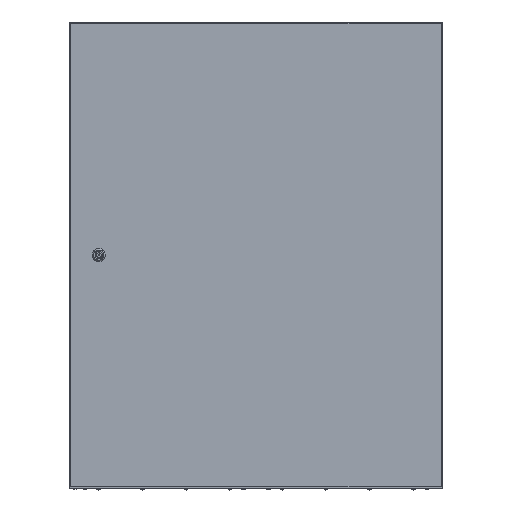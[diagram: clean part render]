
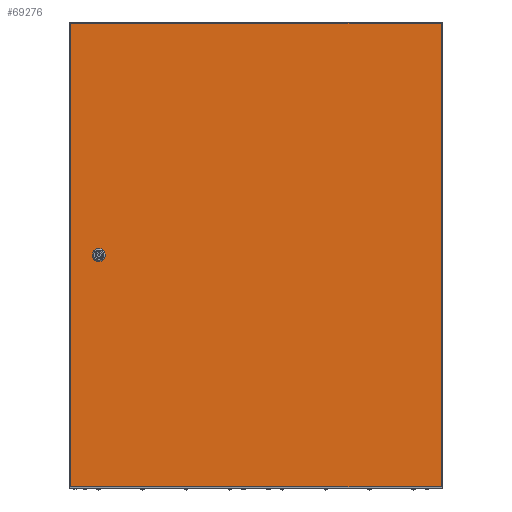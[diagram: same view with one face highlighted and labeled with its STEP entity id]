
A CAD part, top view. The second image highlights one B-rep face of the part: STEP entity #69276.
In plain terms, the highlighted planar face has unit normal (0, 0, 1).
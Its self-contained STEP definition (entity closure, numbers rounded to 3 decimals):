
#2032 = EDGE_CURVE ( 'NONE', #79773, #63406, #83519, .T. ) ;
#2057 = DIRECTION ( 'NONE',  ( 0., 0., 1. ) ) ;
#2945 = AXIS2_PLACEMENT_3D ( 'NONE', #36913, #84088, #50534 ) ;
#3517 = CARTESIAN_POINT ( 'NONE',  ( 52.82, 494.944, 17. ) ) ;
#3585 = CARTESIAN_POINT ( 'NONE',  ( 62.87, 500., 17. ) ) ;
#3646 = CARTESIAN_POINT ( 'NONE',  ( 62.87, 500., 17. ) ) ;
#3804 = AXIS2_PLACEMENT_3D ( 'NONE', #3646, #30575, #17700 ) ;
#4482 = VERTEX_POINT ( 'NONE', #75465 ) ;
#4596 = VERTEX_POINT ( 'NONE', #3517 ) ;
#5255 = CARTESIAN_POINT ( 'NONE',  ( 67.926, 510.05, 17. ) ) ;
#6616 = CARTESIAN_POINT ( 'NONE',  ( 52.82, 494.944, 17. ) ) ;
#6870 = ORIENTED_EDGE ( 'NONE', *, *, #46209, .T. ) ;
#7380 = CARTESIAN_POINT ( 'NONE',  ( 57.814, 510.05, 17. ) ) ;
#7633 = CARTESIAN_POINT ( 'NONE',  ( 2.87, 997., 17. ) ) ;
#7817 = DIRECTION ( 'NONE',  ( 1., 0., 0. ) ) ;
#9154 = CARTESIAN_POINT ( 'NONE',  ( 72.92, 505.056, 17. ) ) ;
#10927 = EDGE_LOOP ( 'NONE', ( #66664, #6870, #17698, #85793 ) ) ;
#11105 = EDGE_CURVE ( 'NONE', #79031, #4482, #26284, .T. ) ;
#12241 = CARTESIAN_POINT ( 'NONE',  ( 62.87, 500., 17. ) ) ;
#12580 = DIRECTION ( 'NONE',  ( 0., 0., 1. ) ) ;
#13201 = CARTESIAN_POINT ( 'NONE',  ( 57.814, 489.95, 17. ) ) ;
#13885 = DIRECTION ( 'NONE',  ( 1., 0., 0. ) ) ;
#17698 = ORIENTED_EDGE ( 'NONE', *, *, #73610, .T. ) ;
#17700 = DIRECTION ( 'NONE',  ( 1., 0., 0. ) ) ;
#18325 = ORIENTED_EDGE ( 'NONE', *, *, #21925, .F. ) ;
#18910 = LINE ( 'NONE', #5255, #47288 ) ;
#19176 = PLANE ( 'NONE',  #86403 ) ;
#20276 = VECTOR ( 'NONE', #21689, 1000. ) ;
#20279 = LINE ( 'NONE', #86968, #71031 ) ;
#20518 = VECTOR ( 'NONE', #34749, 1000. ) ;
#20794 = EDGE_CURVE ( 'NONE', #86632, #61020, #27343, .T. ) ;
#21689 = DIRECTION ( 'NONE',  ( 0., -1., 0. ) ) ;
#21702 = AXIS2_PLACEMENT_3D ( 'NONE', #12241, #2057, #7817 ) ;
#21925 = EDGE_CURVE ( 'NONE', #4482, #4596, #53371, .T. ) ;
#26284 = CIRCLE ( 'NONE', #3804, 11.25 ) ;
#27180 = ORIENTED_EDGE ( 'NONE', *, *, #20794, .F. ) ;
#27343 = CIRCLE ( 'NONE', #21702, 11.25 ) ;
#27578 = AXIS2_PLACEMENT_3D ( 'NONE', #3585, #31378, #44218 ) ;
#30575 = DIRECTION ( 'NONE',  ( 0., 0., 1. ) ) ;
#30724 = DIRECTION ( 'NONE',  ( -1., 0., 0. ) ) ;
#31378 = DIRECTION ( 'NONE',  ( 0., 0., 1. ) ) ;
#33979 = DIRECTION ( 'NONE',  ( 0., -1., 0. ) ) ;
#34749 = DIRECTION ( 'NONE',  ( 0., 1., 0. ) ) ;
#35186 = CARTESIAN_POINT ( 'NONE',  ( 72.92, 494.944, 17. ) ) ;
#35469 = DIRECTION ( 'NONE',  ( 1., 0., 0. ) ) ;
#36913 = CARTESIAN_POINT ( 'NONE',  ( 62.87, 500., 17. ) ) ;
#37141 = CARTESIAN_POINT ( 'NONE',  ( 2.87, 997., 17. ) ) ;
#39111 = FACE_BOUND ( 'NONE', #52987, .T. ) ;
#40476 = EDGE_CURVE ( 'NONE', #63406, #46864, #41048, .T. ) ;
#41048 = CIRCLE ( 'NONE', #2945, 11.25 ) ;
#41234 = VERTEX_POINT ( 'NONE', #37141 ) ;
#41731 = VECTOR ( 'NONE', #33979, 1000. ) ;
#44088 = VECTOR ( 'NONE', #35469, 1000. ) ;
#44218 = DIRECTION ( 'NONE',  ( 1., 0., 0. ) ) ;
#44891 = ORIENTED_EDGE ( 'NONE', *, *, #52864, .F. ) ;
#45370 = CARTESIAN_POINT ( 'NONE',  ( 796.87, 997., 17. ) ) ;
#46161 = CARTESIAN_POINT ( 'NONE',  ( 0., 0., 17. ) ) ;
#46209 = EDGE_CURVE ( 'NONE', #52065, #56374, #20279, .T. ) ;
#46864 = VERTEX_POINT ( 'NONE', #82983 ) ;
#47273 = DIRECTION ( 'NONE',  ( 1., 0., 0. ) ) ;
#47288 = VECTOR ( 'NONE', #64375, 1000. ) ;
#47778 = LINE ( 'NONE', #7633, #20276 ) ;
#48384 = VERTEX_POINT ( 'NONE', #45370 ) ;
#49927 = CARTESIAN_POINT ( 'NONE',  ( 67.926, 489.95, 17. ) ) ;
#50534 = DIRECTION ( 'NONE',  ( 1., 0., 0. ) ) ;
#52065 = VERTEX_POINT ( 'NONE', #78936 ) ;
#52733 = LINE ( 'NONE', #65974, #85639 ) ;
#52864 = EDGE_CURVE ( 'NONE', #61020, #79031, #18910, .T. ) ;
#52987 = EDGE_LOOP ( 'NONE', ( #27180, #71907, #56700, #56337, #85019, #18325, #53350, #44891 ) ) ;
#53350 = ORIENTED_EDGE ( 'NONE', *, *, #11105, .F. ) ;
#53371 = LINE ( 'NONE', #6616, #41731 ) ;
#56337 = ORIENTED_EDGE ( 'NONE', *, *, #2032, .F. ) ;
#56374 = VERTEX_POINT ( 'NONE', #60443 ) ;
#56700 = ORIENTED_EDGE ( 'NONE', *, *, #40476, .F. ) ;
#60443 = CARTESIAN_POINT ( 'NONE',  ( 796.87, 3., 17. ) ) ;
#60667 = CARTESIAN_POINT ( 'NONE',  ( 67.926, 489.95, 17. ) ) ;
#61020 = VERTEX_POINT ( 'NONE', #85547 ) ;
#62033 = CARTESIAN_POINT ( 'NONE',  ( 2.87, 997., 17. ) ) ;
#63406 = VERTEX_POINT ( 'NONE', #49927 ) ;
#63577 = EDGE_CURVE ( 'NONE', #4596, #79773, #64206, .T. ) ;
#64206 = CIRCLE ( 'NONE', #27578, 11.25 ) ;
#64375 = DIRECTION ( 'NONE',  ( -1., 0., 0. ) ) ;
#65974 = CARTESIAN_POINT ( 'NONE',  ( 796.87, 997., 17. ) ) ;
#66664 = ORIENTED_EDGE ( 'NONE', *, *, #69775, .T. ) ;
#69276 = ADVANCED_FACE ( 'NONE', ( #39111, #79653 ), #19176, .T. ) ;
#69775 = EDGE_CURVE ( 'NONE', #41234, #52065, #47778, .T. ) ;
#71031 = VECTOR ( 'NONE', #47273, 1000. ) ;
#71907 = ORIENTED_EDGE ( 'NONE', *, *, #72547, .F. ) ;
#72547 = EDGE_CURVE ( 'NONE', #46864, #86632, #84856, .T. ) ;
#73469 = EDGE_CURVE ( 'NONE', #48384, #41234, #81959, .T. ) ;
#73610 = EDGE_CURVE ( 'NONE', #56374, #48384, #52733, .T. ) ;
#75465 = CARTESIAN_POINT ( 'NONE',  ( 52.82, 505.056, 17. ) ) ;
#78936 = CARTESIAN_POINT ( 'NONE',  ( 2.87, 3., 17. ) ) ;
#79031 = VERTEX_POINT ( 'NONE', #7380 ) ;
#79653 = FACE_OUTER_BOUND ( 'NONE', #10927, .T. ) ;
#79773 = VERTEX_POINT ( 'NONE', #13201 ) ;
#81364 = VECTOR ( 'NONE', #30724, 1000. ) ;
#81959 = LINE ( 'NONE', #62033, #81364 ) ;
#82983 = CARTESIAN_POINT ( 'NONE',  ( 72.92, 494.944, 17. ) ) ;
#83519 = LINE ( 'NONE', #60667, #44088 ) ;
#84088 = DIRECTION ( 'NONE',  ( 0., 0., 1. ) ) ;
#84856 = LINE ( 'NONE', #35186, #20518 ) ;
#85019 = ORIENTED_EDGE ( 'NONE', *, *, #63577, .F. ) ;
#85547 = CARTESIAN_POINT ( 'NONE',  ( 67.926, 510.05, 17. ) ) ;
#85639 = VECTOR ( 'NONE', #87151, 1000. ) ;
#85793 = ORIENTED_EDGE ( 'NONE', *, *, #73469, .T. ) ;
#86403 = AXIS2_PLACEMENT_3D ( 'NONE', #46161, #12580, #13885 ) ;
#86632 = VERTEX_POINT ( 'NONE', #9154 ) ;
#86968 = CARTESIAN_POINT ( 'NONE',  ( 2.87, 3., 17. ) ) ;
#87151 = DIRECTION ( 'NONE',  ( 0., 1., 0. ) ) ;
